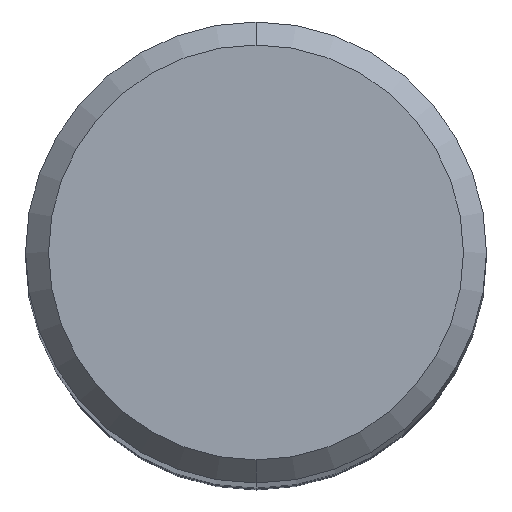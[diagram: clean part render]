
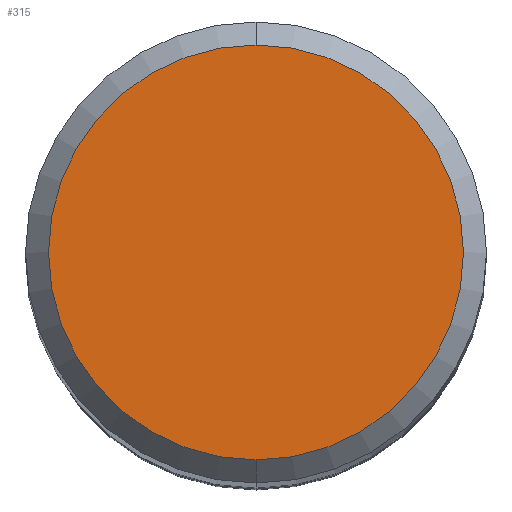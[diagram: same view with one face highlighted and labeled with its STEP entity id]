
A CAD part, top view. The second image highlights one B-rep face of the part: STEP entity #315.
In plain terms, the highlighted planar face has unit normal (0, 0, 1).
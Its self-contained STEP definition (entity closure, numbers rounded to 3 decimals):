
#315=ADVANCED_FACE('',(#712),#713,.T.);
#385=EDGE_CURVE('',#467,#459,#791,.T.);
#459=VERTEX_POINT('',#870);
#467=VERTEX_POINT('',#878);
#469=EDGE_CURVE('',#459,#467,#880,.T.);
#712=FACE_OUTER_BOUND('',#1229,.T.);
#713=PLANE('',#1230);
#791=CIRCLE('',#1343,3.6);
#870=CARTESIAN_POINT('',(0.,-3.6,0.0));
#878=CARTESIAN_POINT('',(0.0,3.6,0.0));
#880=CIRCLE('',#1499,3.6);
#1229=EDGE_LOOP('',(#1883,#1884));
#1230=AXIS2_PLACEMENT_3D('',#1885,#1886,#1887);
#1343=AXIS2_PLACEMENT_3D('',#1988,#1989,#1990);
#1499=AXIS2_PLACEMENT_3D('',#2072,#2073,#2074);
#1883=ORIENTED_EDGE('',*,*,#385,.F.);
#1884=ORIENTED_EDGE('',*,*,#469,.F.);
#1885=CARTESIAN_POINT('',(0.0,1.8,0.0));
#1886=DIRECTION('',(-0.0,0.0,1.0));
#1887=DIRECTION('',(0.0,-1.0,0.0));
#1988=CARTESIAN_POINT('',(0.0,0.0,0.0));
#1989=DIRECTION('',(0.0,0.0,-1.0));
#1990=DIRECTION('',(0.0,1.0,0.0));
#2072=CARTESIAN_POINT('',(0.0,0.0,0.0));
#2073=DIRECTION('',(0.0,0.0,-1.0));
#2074=DIRECTION('',(0.0,1.0,0.0));
